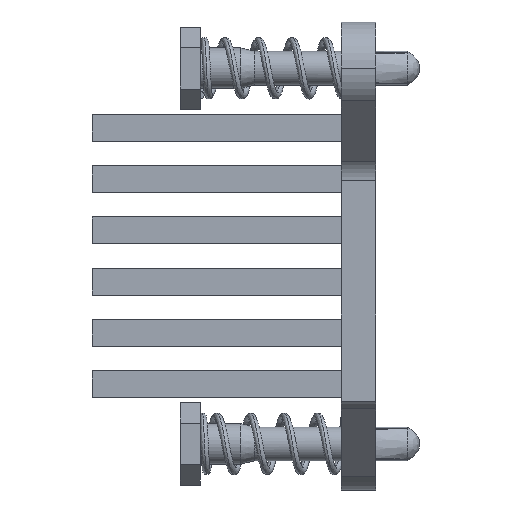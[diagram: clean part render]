
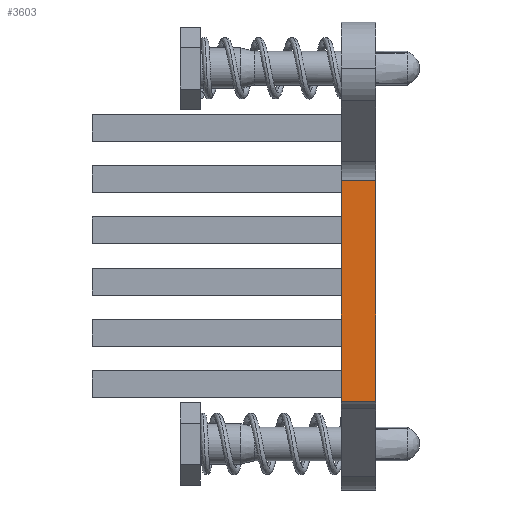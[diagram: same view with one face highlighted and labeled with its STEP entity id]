
A CAD part, left-side view. The second image highlights one B-rep face of the part: STEP entity #3603.
In plain terms, the highlighted planar face has unit normal (-1, 0, 0).
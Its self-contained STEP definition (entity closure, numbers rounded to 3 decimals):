
#544 = LINE ( 'NONE', #7518, #654 ) ;
#617 = LINE ( 'NONE', #8025, #627 ) ;
#627 = VECTOR ( 'NONE', #8087, 1000. ) ;
#638 = VECTOR ( 'NONE', #8088, 1000. ) ;
#654 = VECTOR ( 'NONE', #7507, 1000. ) ;
#703 = LINE ( 'NONE', #8111, #638 ) ;
#1245 = DIRECTION ( 'NONE',  ( 0., 0., -1. ) ) ;
#1313 = VECTOR ( 'NONE', #1245, 1000. ) ;
#1416 = LINE ( 'NONE', #2061, #1313 ) ;
#1925 = VERTEX_POINT ( 'NONE', #9180 ) ;
#2061 = CARTESIAN_POINT ( 'NONE',  ( -11.25, 2.54, 20. ) ) ;
#3603 = ADVANCED_FACE ( 'NONE', ( #8398 ), #10031, .T. ) ;
#6147 = VERTEX_POINT ( 'NONE', #8582 ) ;
#6568 = ORIENTED_EDGE ( 'NONE', *, *, #8338, .T. ) ;
#6583 = ORIENTED_EDGE ( 'NONE', *, *, #8354, .T. ) ;
#6658 = ORIENTED_EDGE ( 'NONE', *, *, #8063, .T. ) ;
#6700 = ORIENTED_EDGE ( 'NONE', *, *, #8364, .F. ) ;
#7507 = DIRECTION ( 'NONE',  ( 0., 1., 0. ) ) ;
#7518 = CARTESIAN_POINT ( 'NONE',  ( -11.25, 0., -10.75 ) ) ;
#8025 = CARTESIAN_POINT ( 'NONE',  ( -11.25, 2.54, 5.572 ) ) ;
#8063 = EDGE_CURVE ( 'NONE', #9630, #6147, #1416, .T. ) ;
#8087 = DIRECTION ( 'NONE',  ( 0., 1., 0. ) ) ;
#8088 = DIRECTION ( 'NONE',  ( 0., 0., 1. ) ) ;
#8111 = CARTESIAN_POINT ( 'NONE',  ( -11.25, 0., -10.75 ) ) ;
#8159 = VERTEX_POINT ( 'NONE', #10276 ) ;
#8338 = EDGE_CURVE ( 'NONE', #1925, #8159, #703, .T. ) ;
#8354 = EDGE_CURVE ( 'NONE', #8159, #9630, #617, .T. ) ;
#8364 = EDGE_CURVE ( 'NONE', #1925, #6147, #544, .T. ) ;
#8398 = FACE_OUTER_BOUND ( 'NONE', #9742, .T. ) ;
#8582 = CARTESIAN_POINT ( 'NONE',  ( -11.25, 2.54, -10.75 ) ) ;
#9180 = CARTESIAN_POINT ( 'NONE',  ( -11.25, 0., -10.75 ) ) ;
#9253 = CARTESIAN_POINT ( 'NONE',  ( -11.25, 2.54, 5.572 ) ) ;
#9630 = VERTEX_POINT ( 'NONE', #9253 ) ;
#9742 = EDGE_LOOP ( 'NONE', ( #6568, #6583, #6658, #6700 ) ) ;
#10022 = DIRECTION ( 'NONE',  ( 0., -1., 0. ) ) ;
#10031 = PLANE ( 'NONE',  #10333 ) ;
#10088 = DIRECTION ( 'NONE',  ( -1., 0., 0. ) ) ;
#10238 = CARTESIAN_POINT ( 'NONE',  ( -11.25, 0., -10.75 ) ) ;
#10276 = CARTESIAN_POINT ( 'NONE',  ( -11.25, 0., 5.572 ) ) ;
#10333 = AXIS2_PLACEMENT_3D ( 'NONE', #10238, #10088, #10022 ) ;
